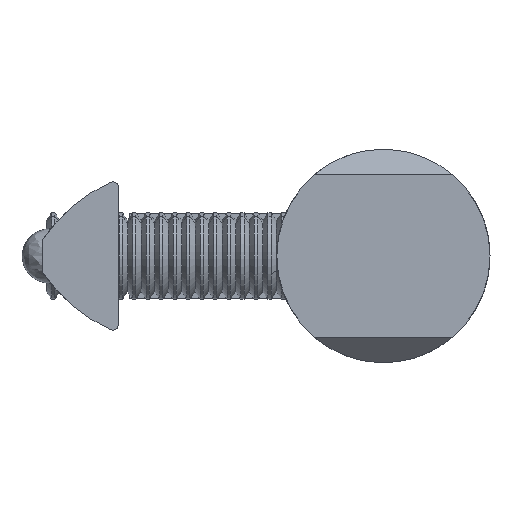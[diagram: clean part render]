
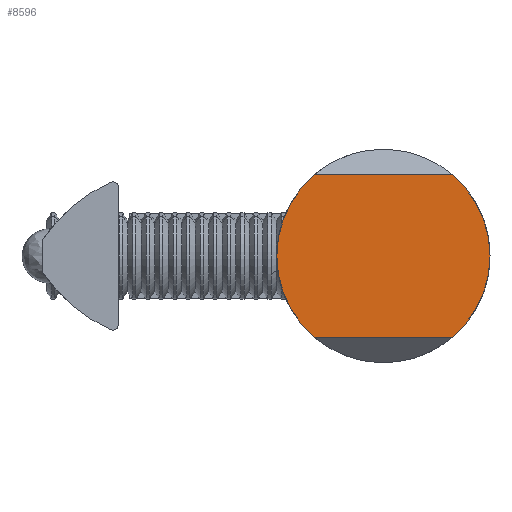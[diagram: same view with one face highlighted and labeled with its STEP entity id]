
A CAD part, front view. The second image highlights one B-rep face of the part: STEP entity #8596.
In plain terms, the highlighted planar face has unit normal (0, -1, 0).
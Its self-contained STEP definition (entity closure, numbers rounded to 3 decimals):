
#505 = VECTOR ( 'NONE', #4388, 1000. ) ;
#519 = AXIS2_PLACEMENT_3D ( 'NONE', #6202, #4797, #725 ) ;
#725 = DIRECTION ( 'NONE',  ( -1., 0., 0. ) ) ;
#840 = EDGE_CURVE ( 'NONE', #4475, #4135, #8292, .T. ) ;
#854 = CARTESIAN_POINT ( 'NONE',  ( 0., -16., 7.5 ) ) ;
#1059 = ORIENTED_EDGE ( 'NONE', *, *, #5312, .F. ) ;
#1352 = EDGE_CURVE ( 'NONE', #1662, #3143, #8158, .T. ) ;
#1460 = CARTESIAN_POINT ( 'NONE',  ( -6.385, -16., 7.5 ) ) ;
#1662 = VERTEX_POINT ( 'NONE', #5754 ) ;
#1807 = AXIS2_PLACEMENT_3D ( 'NONE', #6899, #7517, #5511 ) ;
#1892 = EDGE_CURVE ( 'NONE', #4475, #3143, #2094, .T. ) ;
#2094 = LINE ( 'NONE', #4978, #505 ) ;
#2480 = CARTESIAN_POINT ( 'NONE',  ( 6.385, -16., -7.5 ) ) ;
#2524 = EDGE_LOOP ( 'NONE', ( #8059, #3674, #4183, #1059, #7882, #4515 ) ) ;
#2866 = CARTESIAN_POINT ( 'NONE',  ( 0., -16., 0. ) ) ;
#2867 = LINE ( 'NONE', #854, #4409 ) ;
#3143 = VERTEX_POINT ( 'NONE', #2480 ) ;
#3373 = AXIS2_PLACEMENT_3D ( 'NONE', #8184, #4653, #3749 ) ;
#3674 = ORIENTED_EDGE ( 'NONE', *, *, #1892, .T. ) ;
#3749 = DIRECTION ( 'NONE',  ( 1., 0., 0. ) ) ;
#4135 = VERTEX_POINT ( 'NONE', #6910 ) ;
#4167 = CARTESIAN_POINT ( 'NONE',  ( -6.385, -16., -7.5 ) ) ;
#4183 = ORIENTED_EDGE ( 'NONE', *, *, #1352, .F. ) ;
#4209 = VERTEX_POINT ( 'NONE', #1460 ) ;
#4388 = DIRECTION ( 'NONE',  ( 1., 0., 0. ) ) ;
#4409 = VECTOR ( 'NONE', #6428, 1000. ) ;
#4475 = VERTEX_POINT ( 'NONE', #4167 ) ;
#4515 = ORIENTED_EDGE ( 'NONE', *, *, #4695, .F. ) ;
#4653 = DIRECTION ( 'NONE',  ( 0., 1., 0. ) ) ;
#4654 = DIRECTION ( 'NONE',  ( 1., 0., 0. ) ) ;
#4657 = CIRCLE ( 'NONE', #7331, 9.85 ) ;
#4695 = EDGE_CURVE ( 'NONE', #4135, #4209, #6183, .T. ) ;
#4787 = CARTESIAN_POINT ( 'NONE',  ( 0., -16., 0. ) ) ;
#4797 = DIRECTION ( 'NONE',  ( 0., -1., 0. ) ) ;
#4853 = EDGE_CURVE ( 'NONE', #5623, #4209, #2867, .T. ) ;
#4978 = CARTESIAN_POINT ( 'NONE',  ( 0., -16., -7.5 ) ) ;
#5312 = EDGE_CURVE ( 'NONE', #5623, #1662, #4657, .T. ) ;
#5511 = DIRECTION ( 'NONE',  ( 1., 0., 0. ) ) ;
#5623 = VERTEX_POINT ( 'NONE', #5845 ) ;
#5635 = AXIS2_PLACEMENT_3D ( 'NONE', #4787, #6100, #4654 ) ;
#5677 = DIRECTION ( 'NONE',  ( 0., 1., 0. ) ) ;
#5754 = CARTESIAN_POINT ( 'NONE',  ( 9.85, -16., 0. ) ) ;
#5845 = CARTESIAN_POINT ( 'NONE',  ( 6.385, -16., 7.5 ) ) ;
#6100 = DIRECTION ( 'NONE',  ( 0., 1., 0. ) ) ;
#6183 = CIRCLE ( 'NONE', #3373, 9.85 ) ;
#6202 = CARTESIAN_POINT ( 'NONE',  ( 0., -16., 0. ) ) ;
#6428 = DIRECTION ( 'NONE',  ( -1., 0., 0. ) ) ;
#6889 = FACE_OUTER_BOUND ( 'NONE', #2524, .T. ) ;
#6899 = CARTESIAN_POINT ( 'NONE',  ( 0., -16., 0. ) ) ;
#6910 = CARTESIAN_POINT ( 'NONE',  ( -9.85, -16., 0. ) ) ;
#6941 = PLANE ( 'NONE',  #519 ) ;
#7331 = AXIS2_PLACEMENT_3D ( 'NONE', #2866, #5677, #7814 ) ;
#7517 = DIRECTION ( 'NONE',  ( 0., 1., 0. ) ) ;
#7814 = DIRECTION ( 'NONE',  ( 1., 0., 0. ) ) ;
#7882 = ORIENTED_EDGE ( 'NONE', *, *, #4853, .T. ) ;
#8059 = ORIENTED_EDGE ( 'NONE', *, *, #840, .F. ) ;
#8158 = CIRCLE ( 'NONE', #5635, 9.85 ) ;
#8184 = CARTESIAN_POINT ( 'NONE',  ( 0., -16., 0. ) ) ;
#8292 = CIRCLE ( 'NONE', #1807, 9.85 ) ;
#8596 = ADVANCED_FACE ( 'NONE', ( #6889 ), #6941, .T. ) ;
